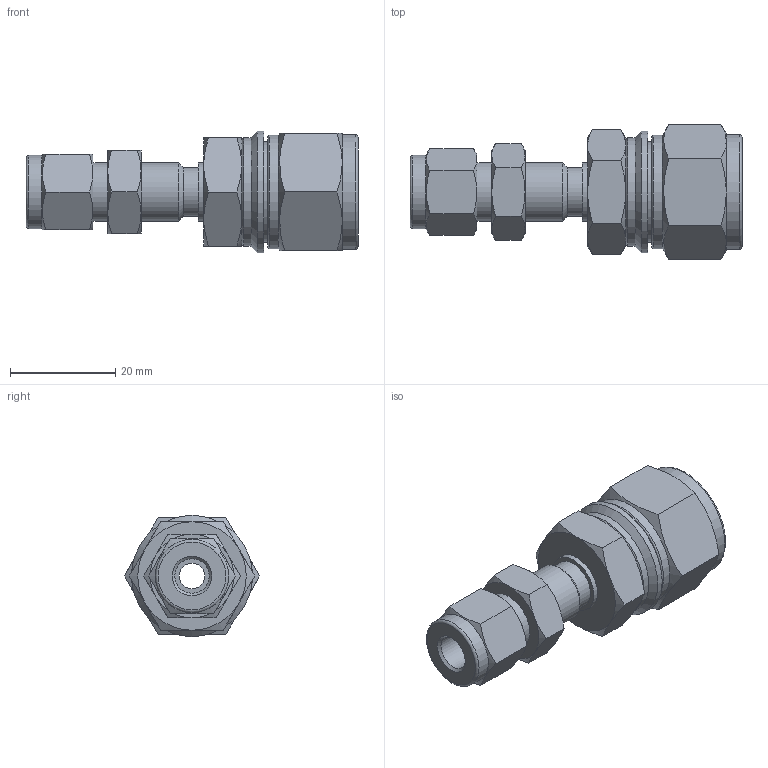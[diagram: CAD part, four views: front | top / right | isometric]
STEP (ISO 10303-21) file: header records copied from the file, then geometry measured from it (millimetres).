
FILE_DESCRIPTION(/* description */ (''),/* implementation_level */ '2;1');
FILE_NAME(/* name */ 'SBHRUI-4-8.stp',/* time_stamp */ '2022-04-22T11:27:33+09:00',/* author */ ('user'),/* organization */ (''),/* preprocessor_version */ 'ST-DEVELOPER v18.1',/* originating_system */ 'Autodesk Inventor 2022',/* authorisation */ '');
FILE_SCHEMA (('AUTOMOTIVE_DESIGN { 1 0 10303 214 3 1 1 }'));
Length unit declared in the file: millimetre
Products named in the file (1): SBHRUI-4-8
Bounding box: 63.04 x 25.66 x 23 mm (x, y, z)
Volume: 11884.2 mm3; surface area: 7120.6 mm2
Topology: 1 solids, 1 shells, 101 faces, 215 edges, 130 vertices
Faces by surface type: cone 42, plane 40, cylinder 16, torus 3
Full cylindrical faces by diameter (mm): 4.826 x1, 6.55 x1, 9.3 x1, 10.414 x1, 11.1 x1, 11.113 x2, 12.9 x1, 13.9 x1, 17.2 x1, 17.7 x1, 19.05 x1, 20.6 x1, 21.5 x1, 21.8 x1, 23 x1
Entity records: 2655 total; most frequent: CARTESIAN_POINT 603, ORIENTED_EDGE 430, DIRECTION 420, EDGE_CURVE 215, AXIS2_PLACEMENT_3D 181, VERTEX_POINT 130, EDGE_LOOP 117, FACE_OUTER_BOUND 101
